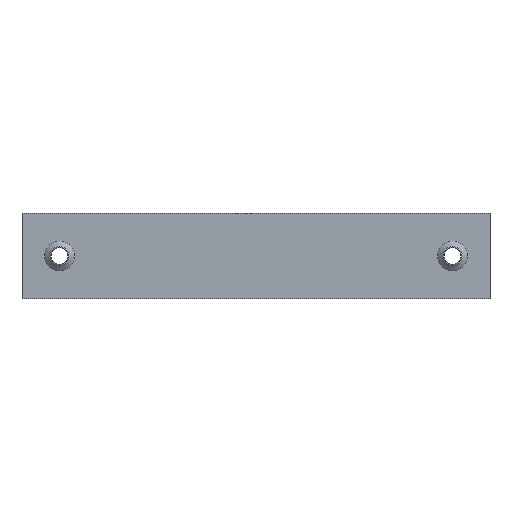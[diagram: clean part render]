
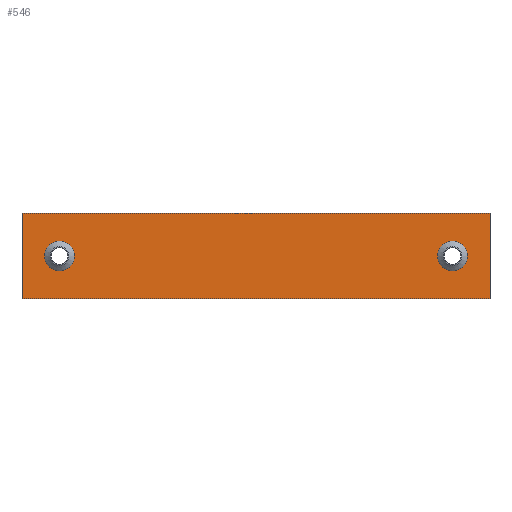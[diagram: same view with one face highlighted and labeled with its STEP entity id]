
A CAD part, top view. The second image highlights one B-rep face of the part: STEP entity #546.
In plain terms, the highlighted planar face has unit normal (0, 0, 1).
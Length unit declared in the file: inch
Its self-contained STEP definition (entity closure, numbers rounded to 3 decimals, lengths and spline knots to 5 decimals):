
#13 = ORIENTED_EDGE ( 'NONE', *, *, #288, .T. ) ;
#28 = DIRECTION ( 'NONE',  ( -1., 0., 0. ) ) ;
#30 = LINE ( 'NONE', #209, #147 ) ;
#31 = CARTESIAN_POINT ( 'NONE',  ( 3.4375, 0., 0.188 ) ) ;
#44 = DIRECTION ( 'NONE',  ( 1., 0., 0. ) ) ;
#68 = VERTEX_POINT ( 'NONE', #418 ) ;
#79 = CARTESIAN_POINT ( 'NONE',  ( -3.4375, 0., 0.188 ) ) ;
#85 = EDGE_CURVE ( 'NONE', #342, #627, #97, .T. ) ;
#92 = EDGE_CURVE ( 'NONE', #627, #311, #175, .T. ) ;
#93 = VERTEX_POINT ( 'NONE', #119 ) ;
#97 = LINE ( 'NONE', #250, #220 ) ;
#119 = CARTESIAN_POINT ( 'NONE',  ( 3.1775, 0., 0.188 ) ) ;
#123 = DIRECTION ( 'NONE',  ( 0., 1., 0. ) ) ;
#131 = DIRECTION ( 'NONE',  ( -1., 0., 0. ) ) ;
#142 = DIRECTION ( 'NONE',  ( 0., -1., 0. ) ) ;
#147 = VECTOR ( 'NONE', #544, 39.37008 ) ;
#172 = CIRCLE ( 'NONE', #338, 0.26 ) ;
#175 = LINE ( 'NONE', #300, #227 ) ;
#177 = VERTEX_POINT ( 'NONE', #326 ) ;
#188 = EDGE_CURVE ( 'NONE', #68, #68, #392, .T. ) ;
#209 = CARTESIAN_POINT ( 'NONE',  ( -4.0935, 0.75, 0.188 ) ) ;
#220 = VECTOR ( 'NONE', #44, 39.37008 ) ;
#227 = VECTOR ( 'NONE', #123, 39.37008 ) ;
#249 = FACE_BOUND ( 'NONE', #459, .T. ) ;
#250 = CARTESIAN_POINT ( 'NONE',  ( -4.0935, -0.75, 0.188 ) ) ;
#259 = DIRECTION ( 'NONE',  ( 1., 0., 0. ) ) ;
#272 = EDGE_LOOP ( 'NONE', ( #643, #619, #13, #572 ) ) ;
#288 = EDGE_CURVE ( 'NONE', #177, #342, #365, .T. ) ;
#289 = CARTESIAN_POINT ( 'NONE',  ( 4.0935, 0.75, 0.188 ) ) ;
#300 = CARTESIAN_POINT ( 'NONE',  ( 4.0935, -0.75, 0.188 ) ) ;
#308 = DIRECTION ( 'NONE',  ( 0., 0., 1. ) ) ;
#311 = VERTEX_POINT ( 'NONE', #289 ) ;
#312 = EDGE_CURVE ( 'NONE', #93, #93, #172, .T. ) ;
#321 = AXIS2_PLACEMENT_3D ( 'NONE', #79, #525, #131 ) ;
#326 = CARTESIAN_POINT ( 'NONE',  ( -4.0935, 0.75, 0.188 ) ) ;
#338 = AXIS2_PLACEMENT_3D ( 'NONE', #31, #435, #28 ) ;
#342 = VERTEX_POINT ( 'NONE', #628 ) ;
#365 = LINE ( 'NONE', #438, #474 ) ;
#381 = EDGE_LOOP ( 'NONE', ( #451 ) ) ;
#384 = FACE_OUTER_BOUND ( 'NONE', #272, .T. ) ;
#387 = ORIENTED_EDGE ( 'NONE', *, *, #188, .T. ) ;
#392 = CIRCLE ( 'NONE', #321, 0.26 ) ;
#409 = AXIS2_PLACEMENT_3D ( 'NONE', #460, #308, #259 ) ;
#411 = PLANE ( 'NONE',  #409 ) ;
#418 = CARTESIAN_POINT ( 'NONE',  ( -3.6975, 0., 0.188 ) ) ;
#435 = DIRECTION ( 'NONE',  ( 0., 0., -1. ) ) ;
#438 = CARTESIAN_POINT ( 'NONE',  ( -4.0935, -0.75, 0.188 ) ) ;
#451 = ORIENTED_EDGE ( 'NONE', *, *, #312, .T. ) ;
#459 = EDGE_LOOP ( 'NONE', ( #387 ) ) ;
#460 = CARTESIAN_POINT ( 'NONE',  ( -4.0935, -0.75, 0.188 ) ) ;
#474 = VECTOR ( 'NONE', #142, 39.37008 ) ;
#511 = EDGE_CURVE ( 'NONE', #311, #177, #30, .T. ) ;
#512 = FACE_BOUND ( 'NONE', #381, .T. ) ;
#513 = CARTESIAN_POINT ( 'NONE',  ( 4.0935, -0.75, 0.188 ) ) ;
#525 = DIRECTION ( 'NONE',  ( 0., 0., -1. ) ) ;
#544 = DIRECTION ( 'NONE',  ( -1., 0., 0. ) ) ;
#546 = ADVANCED_FACE ( 'NONE', ( #512, #384, #249 ), #411, .T. ) ;
#572 = ORIENTED_EDGE ( 'NONE', *, *, #85, .T. ) ;
#619 = ORIENTED_EDGE ( 'NONE', *, *, #511, .T. ) ;
#627 = VERTEX_POINT ( 'NONE', #513 ) ;
#628 = CARTESIAN_POINT ( 'NONE',  ( -4.0935, -0.75, 0.188 ) ) ;
#643 = ORIENTED_EDGE ( 'NONE', *, *, #92, .T. ) ;
